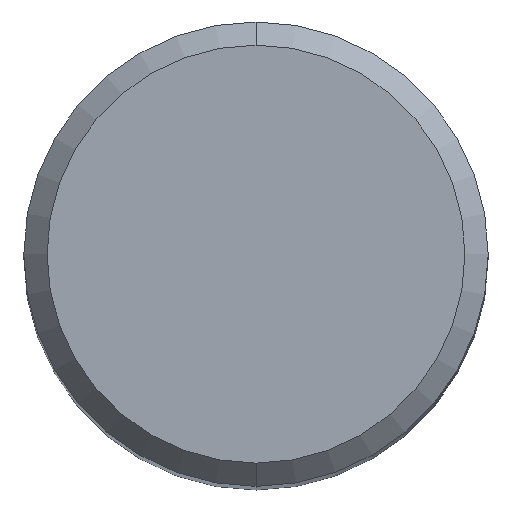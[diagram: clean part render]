
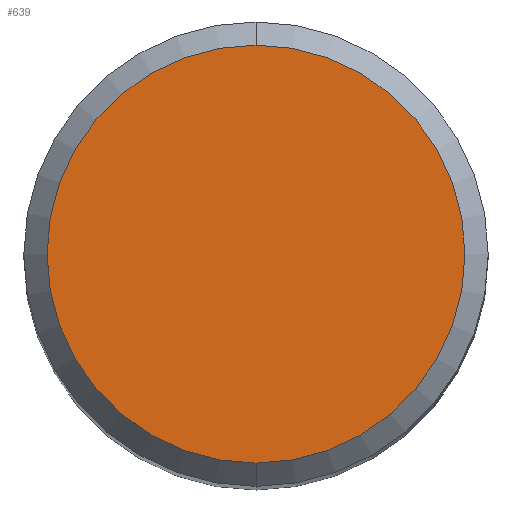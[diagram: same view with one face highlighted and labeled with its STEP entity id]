
A CAD part, top view. The second image highlights one B-rep face of the part: STEP entity #639.
In plain terms, the highlighted planar face has unit normal (0, 0, 1).
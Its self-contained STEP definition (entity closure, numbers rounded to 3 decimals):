
#375=VERTEX_POINT('',#968);
#377=VERTEX_POINT('',#970);
#503=EDGE_CURVE('',#375,#377,#1106,.T.);
#559=EDGE_CURVE('',#377,#375,#1168,.T.);
#639=ADVANCED_FACE('',(#1255),#1256,.T.);
#968=CARTESIAN_POINT('',(0.0,5.4,0.0));
#970=CARTESIAN_POINT('',(0.,-5.4,0.0));
#1106=CIRCLE('',#2198,5.4);
#1168=CIRCLE('',#2383,5.4);
#1255=FACE_OUTER_BOUND('',#3177,.T.);
#1256=PLANE('',#3178);
#2198=AXIS2_PLACEMENT_3D('',#5782,#5783,#5784);
#2383=AXIS2_PLACEMENT_3D('',#5867,#5868,#5869);
#3177=EDGE_LOOP('',(#5947,#5948));
#3178=AXIS2_PLACEMENT_3D('',#5949,#5950,#5951);
#5782=CARTESIAN_POINT('',(0.0,0.0,0.0));
#5783=DIRECTION('',(0.0,0.0,-1.0));
#5784=DIRECTION('',(0.0,1.0,0.0));
#5867=CARTESIAN_POINT('',(0.0,0.0,0.0));
#5868=DIRECTION('',(0.0,0.0,-1.0));
#5869=DIRECTION('',(0.0,1.0,0.0));
#5947=ORIENTED_EDGE('',*,*,#503,.F.);
#5948=ORIENTED_EDGE('',*,*,#559,.F.);
#5949=CARTESIAN_POINT('',(0.0,2.7,0.0));
#5950=DIRECTION('',(-0.0,0.0,1.0));
#5951=DIRECTION('',(0.0,-1.0,0.0));
